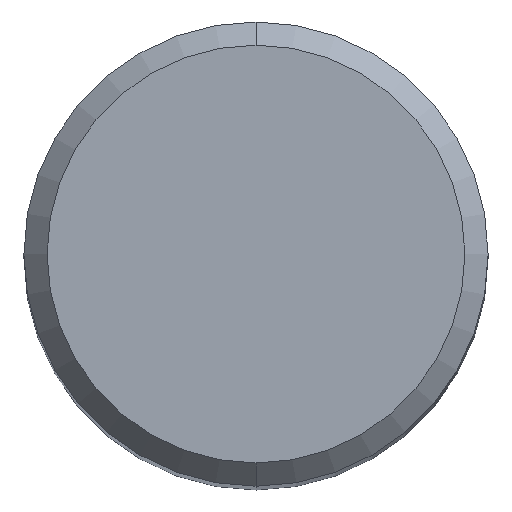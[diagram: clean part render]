
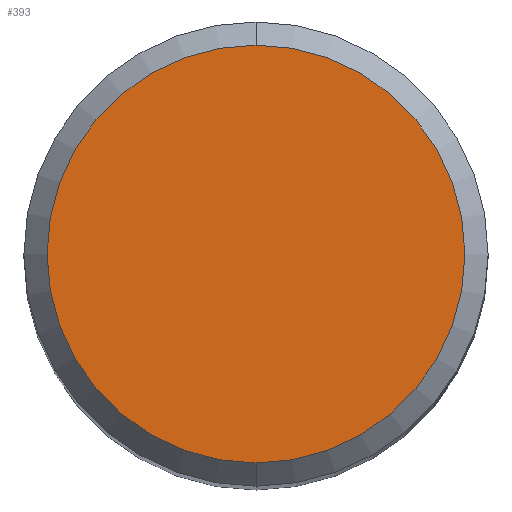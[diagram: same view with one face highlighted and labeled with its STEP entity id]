
A CAD part, top view. The second image highlights one B-rep face of the part: STEP entity #393.
In plain terms, the highlighted planar face has unit normal (0, 0, 1).
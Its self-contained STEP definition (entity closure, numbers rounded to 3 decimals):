
#183=VERTEX_POINT('',#491);
#263=EDGE_CURVE('',#435,#183,#578,.T.);
#321=EDGE_CURVE('',#183,#435,#641,.T.);
#393=ADVANCED_FACE('',(#720),#721,.T.);
#435=VERTEX_POINT('',#769);
#491=CARTESIAN_POINT('',(0.0,3.6,0.0));
#578=CIRCLE('',#982,3.6);
#641=CIRCLE('',#1150,3.6);
#720=FACE_OUTER_BOUND('',#1310,.T.);
#721=PLANE('',#1311);
#769=CARTESIAN_POINT('',(0.,-3.6,0.0));
#982=AXIS2_PLACEMENT_3D('',#1553,#1554,#1555);
#1150=AXIS2_PLACEMENT_3D('',#1610,#1611,#1612);
#1310=EDGE_LOOP('',(#1702,#1703));
#1311=AXIS2_PLACEMENT_3D('',#1704,#1705,#1706);
#1553=CARTESIAN_POINT('',(0.0,0.0,0.0));
#1554=DIRECTION('',(0.0,0.0,-1.0));
#1555=DIRECTION('',(0.0,1.0,0.0));
#1610=CARTESIAN_POINT('',(0.0,0.0,0.0));
#1611=DIRECTION('',(0.0,0.0,-1.0));
#1612=DIRECTION('',(0.0,1.0,0.0));
#1702=ORIENTED_EDGE('',*,*,#321,.F.);
#1703=ORIENTED_EDGE('',*,*,#263,.F.);
#1704=CARTESIAN_POINT('',(0.0,1.8,0.0));
#1705=DIRECTION('',(-0.0,0.0,1.0));
#1706=DIRECTION('',(0.0,-1.0,0.0));
